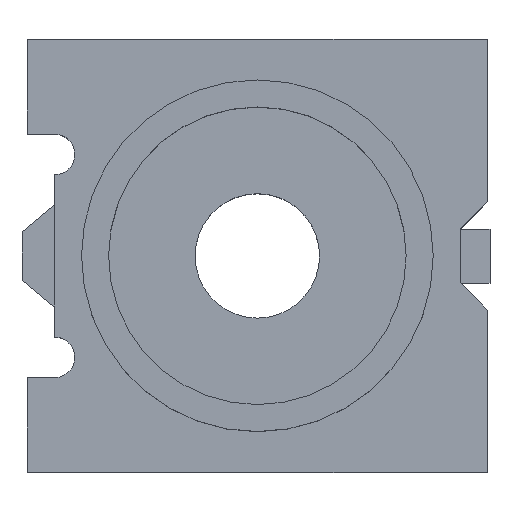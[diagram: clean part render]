
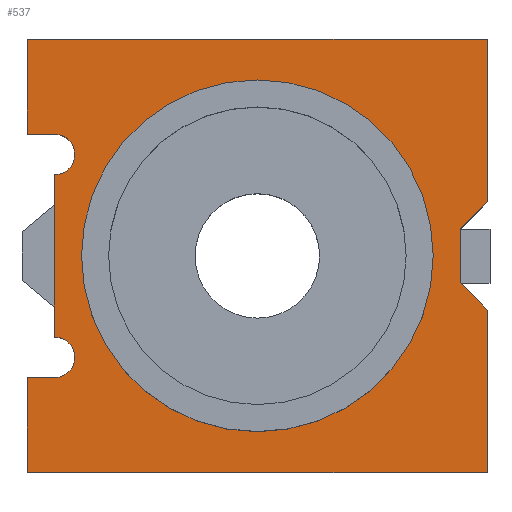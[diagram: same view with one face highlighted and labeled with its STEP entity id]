
A CAD part, top view. The second image highlights one B-rep face of the part: STEP entity #537.
In plain terms, the highlighted planar face has unit normal (0, 0, 1).
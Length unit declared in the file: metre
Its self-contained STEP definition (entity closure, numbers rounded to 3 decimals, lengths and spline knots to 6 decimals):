
#15=CIRCLE('',#608,0.00065);
#16=CIRCLE('',#609,0.000075);
#17=CIRCLE('',#610,0.000075);
#63=ORIENTED_EDGE('',*,*,#195,.F.);
#64=ORIENTED_EDGE('',*,*,#196,.T.);
#65=ORIENTED_EDGE('',*,*,#197,.T.);
#66=ORIENTED_EDGE('',*,*,#194,.T.);
#67=ORIENTED_EDGE('',*,*,#198,.F.);
#68=ORIENTED_EDGE('',*,*,#189,.F.);
#69=ORIENTED_EDGE('',*,*,#199,.F.);
#70=ORIENTED_EDGE('',*,*,#200,.F.);
#71=ORIENTED_EDGE('',*,*,#201,.T.);
#72=ORIENTED_EDGE('',*,*,#202,.F.);
#73=ORIENTED_EDGE('',*,*,#203,.T.);
#74=ORIENTED_EDGE('',*,*,#204,.T.);
#75=ORIENTED_EDGE('',*,*,#205,.F.);
#76=ORIENTED_EDGE('',*,*,#206,.F.);
#77=ORIENTED_EDGE('',*,*,#207,.T.);
#189=EDGE_CURVE('',#257,#258,#311,.T.);
#194=EDGE_CURVE('',#260,#262,#316,.T.);
#195=EDGE_CURVE('',#263,#263,#15,.T.);
#196=EDGE_CURVE('',#264,#265,#16,.T.);
#197=EDGE_CURVE('',#265,#260,#317,.T.);
#198=EDGE_CURVE('',#258,#262,#318,.T.);
#199=EDGE_CURVE('',#266,#257,#319,.T.);
#200=EDGE_CURVE('',#267,#266,#320,.T.);
#201=EDGE_CURVE('',#267,#268,#321,.T.);
#202=EDGE_CURVE('',#269,#268,#322,.T.);
#203=EDGE_CURVE('',#269,#270,#323,.T.);
#204=EDGE_CURVE('',#270,#271,#324,.T.);
#205=EDGE_CURVE('',#272,#271,#325,.T.);
#206=EDGE_CURVE('',#273,#272,#17,.T.);
#207=EDGE_CURVE('',#273,#264,#326,.T.);
#257=VERTEX_POINT('',#830);
#258=VERTEX_POINT('',#832);
#260=VERTEX_POINT('',#837);
#262=VERTEX_POINT('',#841);
#263=VERTEX_POINT('',#845);
#264=VERTEX_POINT('',#847);
#265=VERTEX_POINT('',#848);
#266=VERTEX_POINT('',#852);
#267=VERTEX_POINT('',#854);
#268=VERTEX_POINT('',#856);
#269=VERTEX_POINT('',#858);
#270=VERTEX_POINT('',#860);
#271=VERTEX_POINT('',#862);
#272=VERTEX_POINT('',#864);
#273=VERTEX_POINT('',#866);
#311=LINE('',#831,#373);
#316=LINE('',#842,#378);
#317=LINE('',#849,#379);
#318=LINE('',#850,#380);
#319=LINE('',#851,#381);
#320=LINE('',#853,#382);
#321=LINE('',#855,#383);
#322=LINE('',#857,#384);
#323=LINE('',#859,#385);
#324=LINE('',#861,#386);
#325=LINE('',#863,#387);
#326=LINE('',#867,#388);
#373=VECTOR('',#675,1.);
#378=VECTOR('',#682,1.);
#379=VECTOR('',#689,1.);
#380=VECTOR('',#690,1.);
#381=VECTOR('',#691,1.);
#382=VECTOR('',#692,1.);
#383=VECTOR('',#693,1.);
#384=VECTOR('',#694,1.);
#385=VECTOR('',#695,1.);
#386=VECTOR('',#696,1.);
#387=VECTOR('',#697,1.);
#388=VECTOR('',#700,1.);
#429=EDGE_LOOP('',(#63));
#430=EDGE_LOOP('',(#64,#65,#66,#67,#68,#69,#70,#71,#72,#73,#74,#75,#76,
#77));
#469=FACE_BOUND('',#429,.T.);
#470=FACE_BOUND('',#430,.T.);
#509=PLANE('',#607);
#537=ADVANCED_FACE('',(#469,#470),#509,.T.);
#607=AXIS2_PLACEMENT_3D('',#843,#683,#684);
#608=AXIS2_PLACEMENT_3D('',#844,#685,#686);
#609=AXIS2_PLACEMENT_3D('',#846,#687,#688);
#610=AXIS2_PLACEMENT_3D('',#865,#698,#699);
#675=DIRECTION('',(0.,-1.,0.));
#682=DIRECTION('',(0.,-1.,0.));
#683=DIRECTION('',(0.,0.,1.));
#684=DIRECTION('',(1.,0.,0.));
#685=DIRECTION('',(0.,0.,1.));
#686=DIRECTION('',(1.,0.,0.));
#687=DIRECTION('',(0.,0.,-1.));
#688=DIRECTION('',(1.,0.,0.));
#689=DIRECTION('',(-1.,0.,0.));
#690=DIRECTION('',(-1.,0.,0.));
#691=DIRECTION('',(0.707,-0.707,0.));
#692=DIRECTION('',(0.,-1.,0.));
#693=DIRECTION('',(0.707,0.707,0.));
#694=DIRECTION('',(0.,-1.,0.));
#695=DIRECTION('',(-1.,0.,0.));
#696=DIRECTION('',(0.,-1.,0.));
#697=DIRECTION('',(-1.,0.,0.));
#698=DIRECTION('',(0.,0.,1.));
#699=DIRECTION('',(1.,0.,0.));
#700=DIRECTION('',(0.,-1.,0.));
#830=CARTESIAN_POINT('',(0.00085,-0.0002,0.0004));
#831=CARTESIAN_POINT('',(0.00085,0.,0.0004));
#832=CARTESIAN_POINT('',(0.00085,-0.0008,0.0004));
#837=CARTESIAN_POINT('',(-0.00085,-0.00045,0.0004));
#841=CARTESIAN_POINT('',(-0.00085,-0.0008,0.0004));
#842=CARTESIAN_POINT('',(-0.00085,0.,0.0004));
#843=CARTESIAN_POINT('',(0.,0.,0.0004));
#844=CARTESIAN_POINT('',(0.,0.,0.0004));
#845=CARTESIAN_POINT('',(0.00065,0.,0.0004));
#846=CARTESIAN_POINT('',(-0.00075,-0.000375,0.0004));
#847=CARTESIAN_POINT('',(-0.00075,-0.0003,0.0004));
#848=CARTESIAN_POINT('',(-0.00075,-0.00045,0.0004));
#849=CARTESIAN_POINT('',(-0.0008,-0.00045,0.0004));
#850=CARTESIAN_POINT('',(0.,-0.0008,0.0004));
#851=CARTESIAN_POINT('',(0.0008,-0.00015,0.0004));
#852=CARTESIAN_POINT('',(0.00075,-0.0001,0.0004));
#853=CARTESIAN_POINT('',(0.00075,0.,0.0004));
#854=CARTESIAN_POINT('',(0.00075,0.0001,0.0004));
#855=CARTESIAN_POINT('',(0.0008,0.00015,0.0004));
#856=CARTESIAN_POINT('',(0.00085,0.0002,0.0004));
#857=CARTESIAN_POINT('',(0.00085,0.,0.0004));
#858=CARTESIAN_POINT('',(0.00085,0.0008,0.0004));
#859=CARTESIAN_POINT('',(0.,0.0008,0.0004));
#860=CARTESIAN_POINT('',(-0.00085,0.0008,0.0004));
#861=CARTESIAN_POINT('',(-0.00085,0.,0.0004));
#862=CARTESIAN_POINT('',(-0.00085,0.00045,0.0004));
#863=CARTESIAN_POINT('',(-0.0008,0.00045,0.0004));
#864=CARTESIAN_POINT('',(-0.00075,0.00045,0.0004));
#865=CARTESIAN_POINT('',(-0.00075,0.000375,0.0004));
#866=CARTESIAN_POINT('',(-0.00075,0.0003,0.0004));
#867=CARTESIAN_POINT('',(-0.00075,0.,0.0004));
